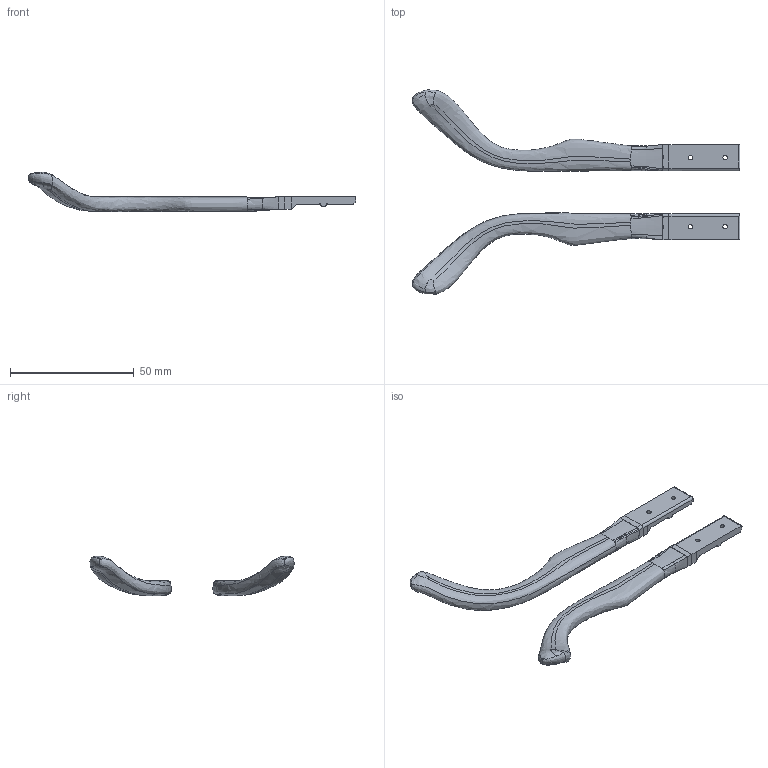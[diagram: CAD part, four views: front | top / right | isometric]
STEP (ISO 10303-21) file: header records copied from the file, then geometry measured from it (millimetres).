
FILE_DESCRIPTION(/* description */ (''),/* implementation_level */ '2;1');
FILE_NAME(/* name */ 'TEMPLE~4',/* time_stamp */ '2026-01-11T16:56:55+03:00',/* author */ (''),/* organization */ (''),/* preprocessor_version */ 'ST-DEVELOPER v16.5',/* originating_system */ '',/* authorisation */ '');
FILE_SCHEMA (('CONFIG_CONTROL_DESIGN'));
Length unit declared in the file: millimetre
Products named in the file (1): Document
Bounding box: 132.26 x 82.37 x 15.86 mm (x, y, z)
Volume: 13913.9 mm3; surface area: 8079 mm2
Topology: 2 solids, 2 shells, 154 faces, 416 edges, 266 vertices
Faces by surface type: bspline 82, plane 54, cylinder 18
Entity records: 18628 total; most frequent: CARTESIAN_POINT 15883, ORIENTED_EDGE 832, EDGE_CURVE 416, B_SPLINE_CURVE_WITH_KNOTS 368, VERTEX_POINT 266, EDGE_LOOP 162, ADVANCED_FACE 154, FACE_OUTER_BOUND 154
